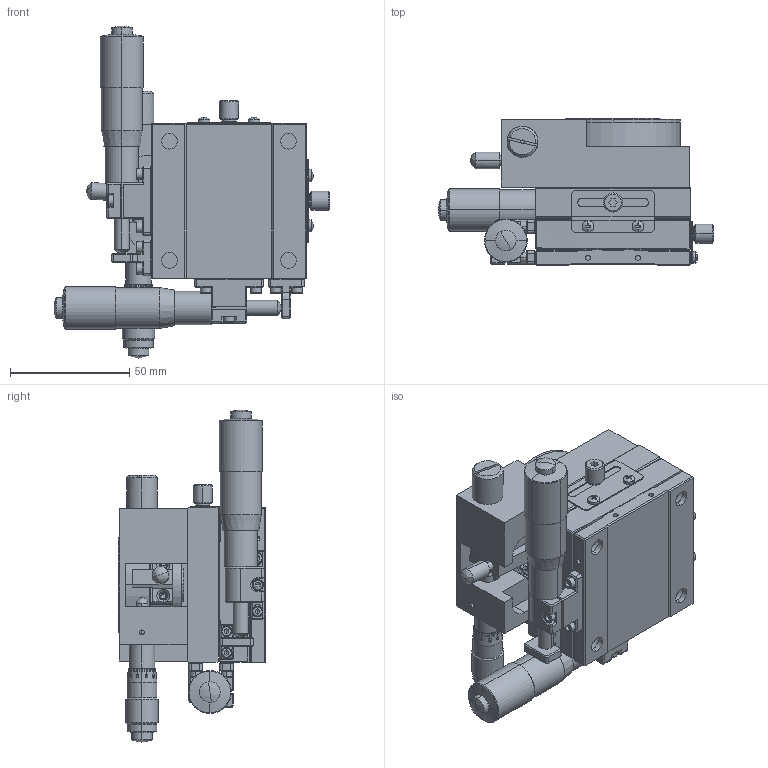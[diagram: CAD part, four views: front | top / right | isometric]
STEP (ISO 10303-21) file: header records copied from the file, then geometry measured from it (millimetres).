
FILE_DESCRIPTION (( 'STEP AP203' ), '1' );
FILE_NAME ('GCM-901102M-蚾饜极.STEP', '2019-05-20T07:37:30', ( '' ), ( '' ), 'SwSTEP 2.0', 'SolidWorks 2015', '' );
FILE_SCHEMA (( 'CONFIG_CONTROL_DESIGN' ));
Length unit declared in the file: millimetre
Products named in the file (3): GCM-T25M2L; GCM-1101M 蚾饜; GCM-901102M-蚾饜极
Assembly tree (2 placements, depth 2):
  GCM-901102M-蚾饜极
    GCM-T25M2L
    GCM-1101M 蚾饜
Bounding box: 115.67 x 62 x 139.37 mm (x, y, z)
Surface area: 89613.7 mm2 (no closed solid volume)
Topology: 0 solids, 178 shells, 1035 faces, 3599 edges, 2718 vertices
Faces by surface type: plane 485, cylinder 332, cone 158, bspline 60
Entity records: 45680 total; most frequent: CARTESIAN_POINT 15625, DIRECTION 5937, ORIENTED_EDGE 5518, EDGE_CURVE 3577, VERTEX_POINT 2718, AXIS2_PLACEMENT_3D 2001, LINE 1935, VECTOR 1935
